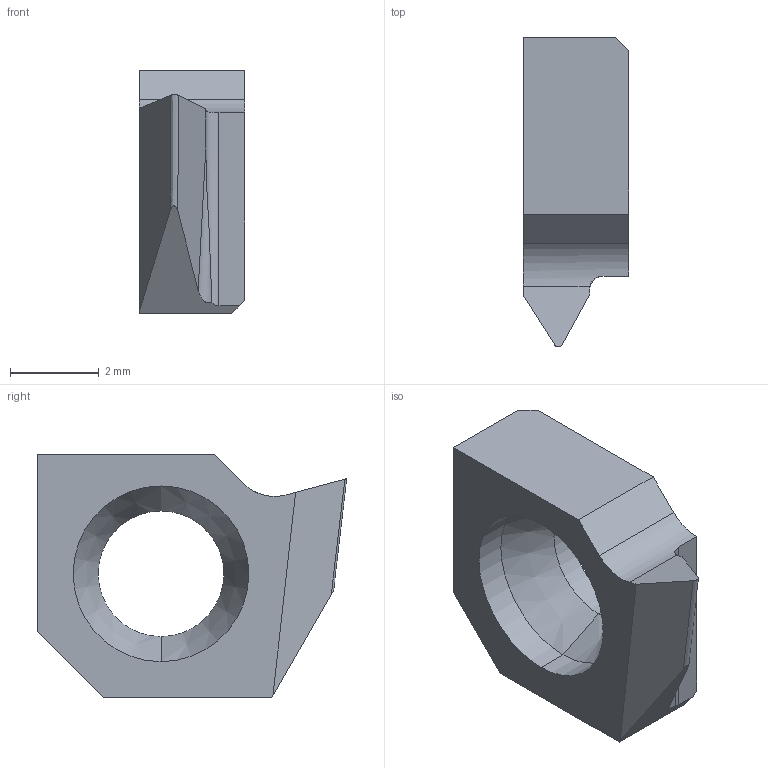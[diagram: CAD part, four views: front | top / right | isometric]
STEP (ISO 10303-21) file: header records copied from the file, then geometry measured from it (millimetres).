
FILE_DESCRIPTION((''),'2;1');
FILE_NAME('MLT1001L','2021-02-26T16:07:24',('tlyac05'),('PTC Japan'),'CREO PARAMETRIC BY PTC INC, 2018500','CREO PARAMETRIC BY PTC INC, 2018500','');
FILE_SCHEMA(('AUTOMOTIVE_DESIGN { 1 0 10303 214 1 1 1 1 }'));
Length unit declared in the file: millimetre
Products named in the file (1): MLT1001L
Bounding box: 2.38 x 7 x 5.5 mm (x, y, z)
Volume: 47.7 mm3; surface area: 118.1 mm2
Topology: 1 solids, 1 shells, 27 faces, 89 edges, 64 vertices
Faces by surface type: plane 16, cylinder 8, cone 2, extrusion 1
Entity records: 1394 total; most frequent: CARTESIAN_POINT 298, DIRECTION 142, ORIENTED_EDGE 140, PRESENTATION_STYLE_ASSIGNMENT 92, STYLED_ITEM 92, CURVE_STYLE 91, EDGE_CURVE 70, VECTOR 60
